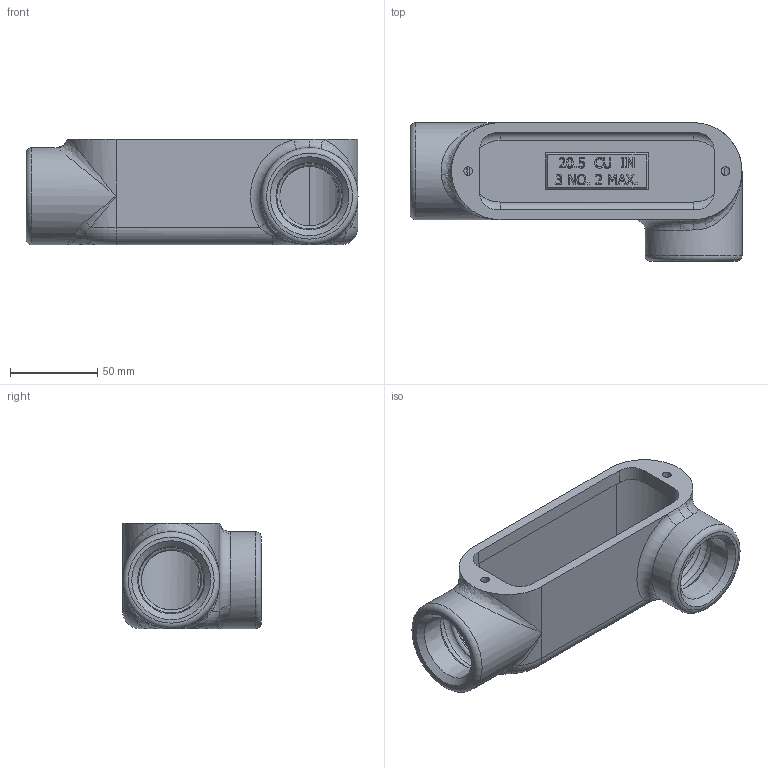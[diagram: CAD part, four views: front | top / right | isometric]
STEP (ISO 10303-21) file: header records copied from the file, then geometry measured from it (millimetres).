
FILE_DESCRIPTION(/* description */ ('FORM 8 LL448 AS MACHINED'),/* implementation_level */ '2;1');
FILE_NAME(/* name */ 'KIL_LL448.stp',/* time_stamp */ '2019-10-31T14:51:44+05:00',/* author */ ('mashraf'),/* organization */ (''),/* preprocessor_version */ 'ST-DEVELOPER v16.13',/* originating_system */ 'Autodesk Inventor 2018',/* authorisation */ '');
FILE_SCHEMA (('AUTOMOTIVE_DESIGN { 1 0 10303 214 3 1 1 }'));
Length unit declared in the file: inch
Products named in the file (1): 21727
Bounding box: 190.5 x 79.5 x 60.45 mm (x, y, z)
Volume: 207516.3 mm3; surface area: 74705.9 mm2
Topology: 1 solids, 1 shells, 722 faces, 1921 edges, 1255 vertices
Faces by surface type: plane 447, bspline 216, cylinder 36, torus 15, cone 8
Full cylindrical faces by diameter (mm): 4.978 x2, 10.35 x1, 12.7 x1, 42.316 x2, 55.626 x2
Entity records: 24908 total; most frequent: CARTESIAN_POINT 7739, ORIENTED_EDGE 3752, DIRECTION 2595, EDGE_CURVE 1876, LINE 1329, VECTOR 1329, VERTEX_POINT 1248, EDGE_LOOP 822
